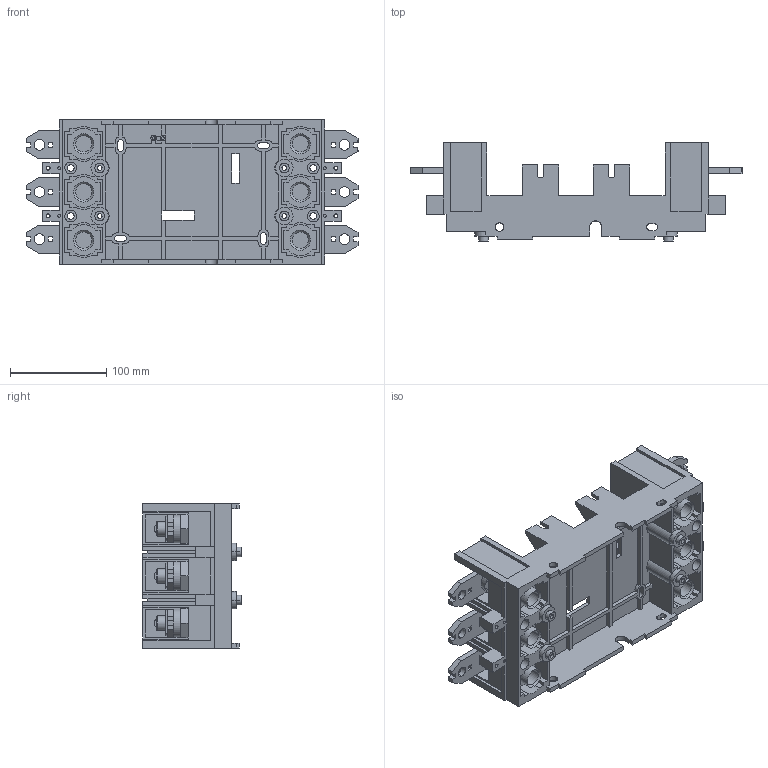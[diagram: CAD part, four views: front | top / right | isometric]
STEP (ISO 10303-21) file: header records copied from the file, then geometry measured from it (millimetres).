
FILE_DESCRIPTION (( 'STEP AP203' ), '1' );
FILE_NAME ('mccb-3-pin33F-400A.ÃÌ Ïàíåëü âòû÷íàÿ AV POWER-33 ïåðåäíåãî ïðèñîåä. PID-33F 400À EKF.STEP', '2024-12-05T11:45:55', ( '' ), ( '' ), 'SwSTEP 2.0', 'SolidWorks 2021', '' );
FILE_SCHEMA (( 'CONFIG_CONTROL_DESIGN' ));
Length unit declared in the file: millimetre
Products named in the file (1): mccb-3-pin33F-400A.ÃÌ Ïàíåëü âòû÷íàÿ AV POWER-33 ïåðåäíåãî ïðèñîåä. PID-33F 400À EKF
Bounding box: 345 x 102 x 150 mm (x, y, z)
Volume: 1024952.7 mm3; surface area: 360228.4 mm2
Topology: 1 solids, 1 shells, 998 faces, 2753 edges, 1814 vertices
Faces by surface type: plane 736, cylinder 238, torus 12, cone 12
Entity records: 31798 total; most frequent: CARTESIAN_POINT 5566, ORIENTED_EDGE 5506, DIRECTION 5307, EDGE_CURVE 2753, LINE 2197, VECTOR 2197, VERTEX_POINT 1814, AXIS2_PLACEMENT_3D 1555
